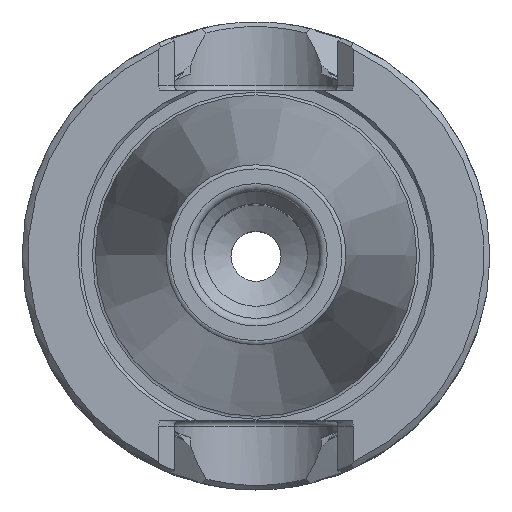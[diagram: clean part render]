
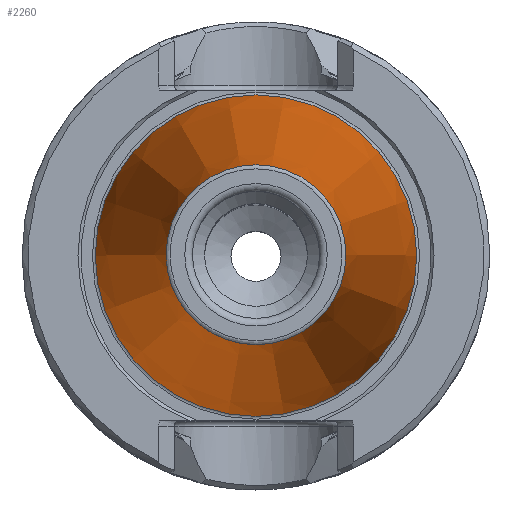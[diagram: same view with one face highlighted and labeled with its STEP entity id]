
A CAD part, top view. The second image highlights one B-rep face of the part: STEP entity #2260.
In plain terms, the highlighted conical face has half-angle 8.297 degrees and reference radius 8.642 mm.
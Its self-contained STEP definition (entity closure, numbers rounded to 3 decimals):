
#272=CONICAL_SURFACE('',#2403,8.642,0.145);
#348=ORIENTED_EDGE('',*,*,#755,.F.);
#349=ORIENTED_EDGE('',*,*,#754,.F.);
#754=EDGE_CURVE('',#970,#970,#1124,.F.);
#755=EDGE_CURVE('',#971,#971,#1125,.T.);
#970=VERTEX_POINT('',#3071);
#971=VERTEX_POINT('',#3074);
#1124=CIRCLE('',#2402,8.845);
#1125=CIRCLE('',#2404,15.802);
#1232=EDGE_LOOP('',(#348));
#1233=EDGE_LOOP('',(#349));
#1380=FACE_BOUND('',#1232,.T.);
#1381=FACE_BOUND('',#1233,.T.);
#2260=ADVANCED_FACE('',(#1380,#1381),#272,.T.);
#2402=AXIS2_PLACEMENT_3D('',#3070,#2658,#2659);
#2403=AXIS2_PLACEMENT_3D('',#3072,#2660,#2661);
#2404=AXIS2_PLACEMENT_3D('',#3073,#2662,#2663);
#2658=DIRECTION('',(0.,0.,-1.));
#2659=DIRECTION('',(-1.,0.,0.));
#2660=DIRECTION('',(0.,0.,-1.));
#2661=DIRECTION('',(-1.,0.,0.));
#2662=DIRECTION('',(0.,0.,-1.));
#2663=DIRECTION('',(-1.,0.,0.));
#3070=CARTESIAN_POINT('',(0.,0.,48.207));
#3071=CARTESIAN_POINT('',(-8.845,0.,48.207));
#3072=CARTESIAN_POINT('',(0.,0.,49.6));
#3073=CARTESIAN_POINT('',(0.,0.,0.5));
#3074=CARTESIAN_POINT('',(-15.802,0.,0.5));
